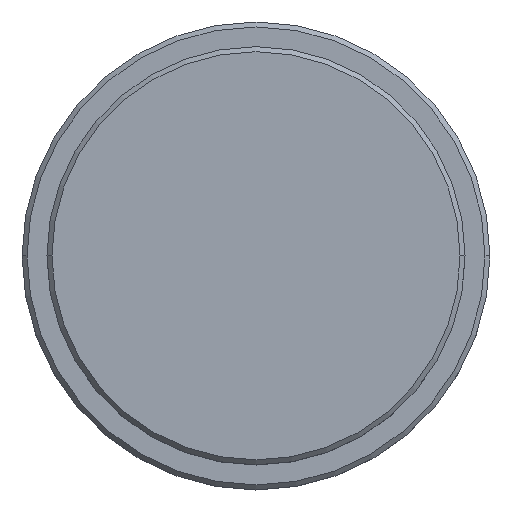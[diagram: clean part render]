
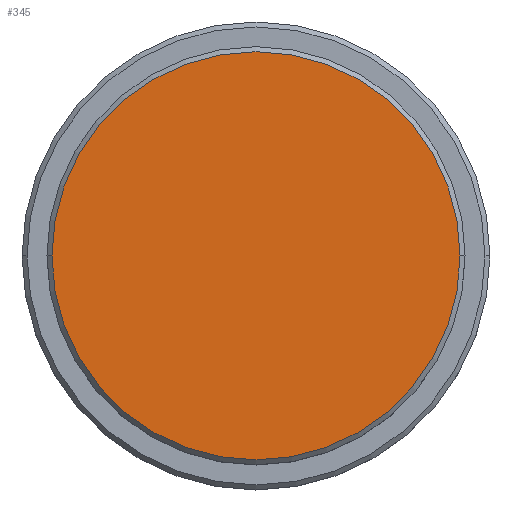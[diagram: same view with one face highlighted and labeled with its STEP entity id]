
A CAD part, top view. The second image highlights one B-rep face of the part: STEP entity #345.
In plain terms, the highlighted planar face has unit normal (0, 0, 1).
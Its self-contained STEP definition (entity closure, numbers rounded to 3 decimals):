
#24 = DIRECTION ( 'NONE',  ( 0., 0., 1. ) ) ;
#26 = DIRECTION ( 'NONE',  ( 0., 0., 1. ) ) ;
#78 = DIRECTION ( 'NONE',  ( 1., 0., 0. ) ) ;
#122 = EDGE_CURVE ( 'NONE', #357, #1083, #176, .T. ) ;
#128 = FACE_OUTER_BOUND ( 'NONE', #617, .T. ) ;
#176 = CIRCLE ( 'NONE', #244, 20.5 ) ;
#194 = DIRECTION ( 'NONE',  ( 0., 0., 1. ) ) ;
#244 = AXIS2_PLACEMENT_3D ( 'NONE', #1058, #194, #78 ) ;
#254 = CARTESIAN_POINT ( 'NONE',  ( 0., 0., 0. ) ) ;
#282 = CARTESIAN_POINT ( 'NONE',  ( 20.5, 0., 0. ) ) ;
#345 = ADVANCED_FACE ( 'NONE', ( #128 ), #565, .T. ) ;
#357 = VERTEX_POINT ( 'NONE', #457 ) ;
#365 = ORIENTED_EDGE ( 'NONE', *, *, #122, .T. ) ;
#457 = CARTESIAN_POINT ( 'NONE',  ( -20.5, 0., 0. ) ) ;
#460 = ORIENTED_EDGE ( 'NONE', *, *, #1341, .T. ) ;
#565 = PLANE ( 'NONE',  #1386 ) ;
#617 = EDGE_LOOP ( 'NONE', ( #365, #460 ) ) ;
#901 = DIRECTION ( 'NONE',  ( 1., 0., 0. ) ) ;
#1011 = CARTESIAN_POINT ( 'NONE',  ( 0., 0., 0. ) ) ;
#1058 = CARTESIAN_POINT ( 'NONE',  ( 0., 0., 0. ) ) ;
#1081 = DIRECTION ( 'NONE',  ( 1., 0., 0. ) ) ;
#1083 = VERTEX_POINT ( 'NONE', #282 ) ;
#1088 = CIRCLE ( 'NONE', #1180, 20.5 ) ;
#1180 = AXIS2_PLACEMENT_3D ( 'NONE', #1011, #26, #901 ) ;
#1341 = EDGE_CURVE ( 'NONE', #1083, #357, #1088, .T. ) ;
#1386 = AXIS2_PLACEMENT_3D ( 'NONE', #254, #24, #1081 ) ;
